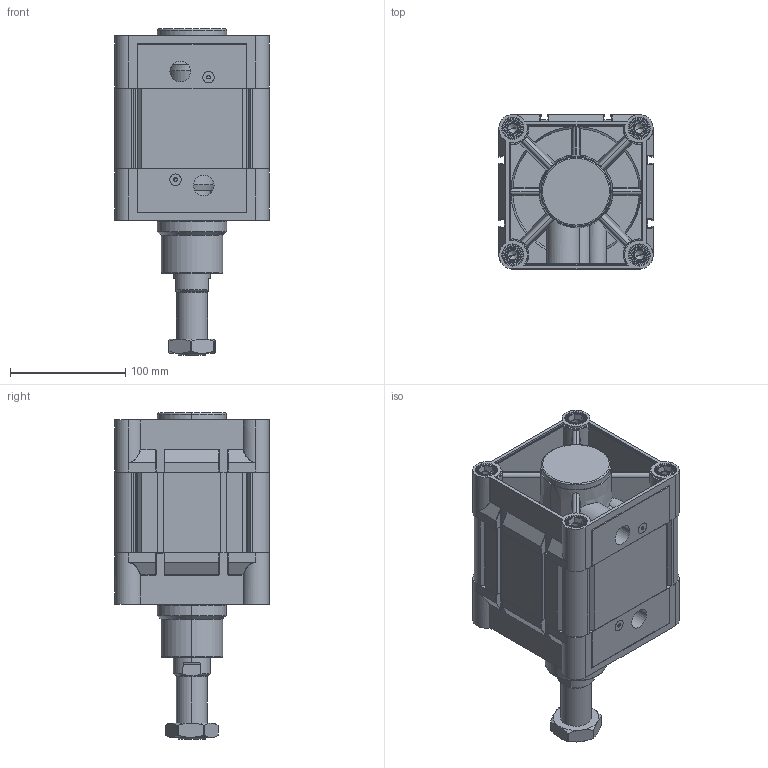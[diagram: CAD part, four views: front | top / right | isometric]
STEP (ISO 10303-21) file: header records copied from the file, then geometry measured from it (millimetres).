
FILE_DESCRIPTION (( 'STEP AP203' ), '1' );
FILE_NAME ('KDNC125X0CYLINDER.STEP', '2014-06-28T10:19:28', ( 'user' ), ( '' ), 'SwSTEP 2.0', 'SolidWorks 2013', '' );
FILE_SCHEMA (( 'CONFIG_CONTROL_DESIGN' ));
Length unit declared in the file: millimetre
Products named in the file (19): KDNC 125x0 BORU; 烰 KAPAK  125; KAPAK O-RÝNGÝ 125; KDNC125X0CYLINDER; Piston Mili 125x0; YASTIKLAMA KEÇESÝ 125; ﾖN MﾝL KEﾇESﾝ 125; ORTA PÝSTON 125; SOMUN 125; PÝSTON KEÇESÝ 125; CIVATA 125; MIKNATIS 125; YASTIKLAMA VÝDASI O-RÝNG 125; YATAKLAMA BANDI 125; YASTIKLAMA VÝDASI 125; ORTA PÝSTON O-RÝNG 125 ; PUL 125; V媶A 125; ARKA KAPAK  125
Assembly tree (31 placements, depth 2):
  KDNC125X0CYLINDER
    ARKA KAPAK  125
    KAPAK O-RÝNGÝ 125  x2
    YASTIKLAMA KEÇESÝ 125  x2
    ORTA PÝSTON 125
    PÝSTON KEÇESÝ 125  x2
    MIKNATIS 125  x2
    YATAKLAMA BANDI 125
    ORTA PÝSTON O-RÝNG 125 
    V媶A 125
    烰 KAPAK  125
    Piston Mili 125x0
    ﾖN MﾝL KEﾇESﾝ 125
    SOMUN 125
    CIVATA 125  x8
    YASTIKLAMA VÝDASI O-RÝNG 125
    YASTIKLAMA VÝDASI 125  x2
    PUL 125  x2
    KDNC 125x0 BORU
Bounding box: 134 x 134.3 x 283 mm (x, y, z)
Volume: 1843229.4 mm3; surface area: 564669 mm2
Topology: 33 solids, 33 shells, 1936 faces, 4738 edges, 2945 vertices
Faces by surface type: plane 718, cylinder 600, cone 426, torus 112, bspline 48, sphere 32
Entity records: 49039 total; most frequent: CARTESIAN_POINT 12505, DIRECTION 7283, ORIENTED_EDGE 7136, EDGE_CURVE 3568, AXIS2_PLACEMENT_3D 2862, VERTEX_POINT 2234, EDGE_LOOP 1602, LINE 1559
